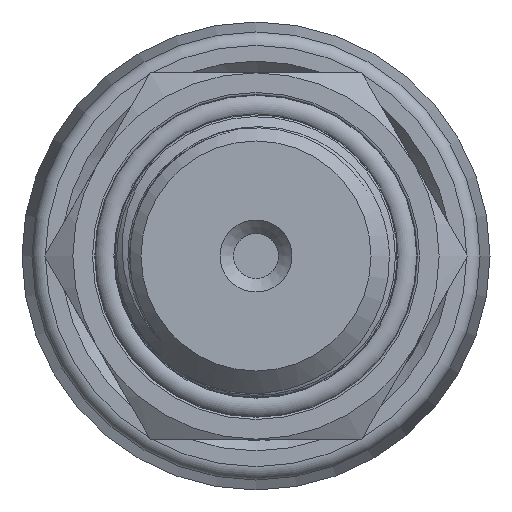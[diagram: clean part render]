
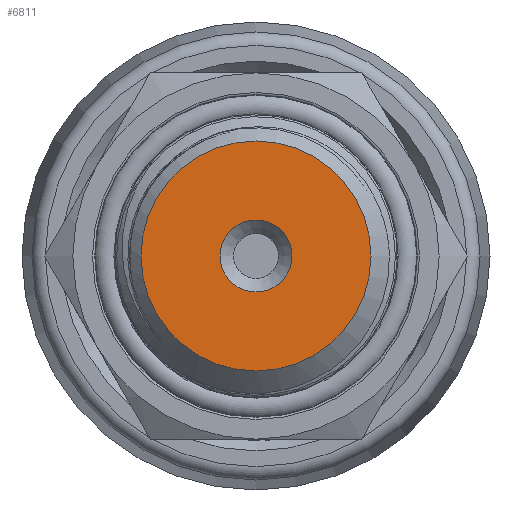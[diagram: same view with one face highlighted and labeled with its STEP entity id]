
A CAD part, left-side view. The second image highlights one B-rep face of the part: STEP entity #6811.
In plain terms, the highlighted planar face has unit normal (-1, 0, 0).
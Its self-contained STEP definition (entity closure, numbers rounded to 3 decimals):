
#102=PLANE('',#7120);
#397=FACE_BOUND('',#1195,.T.);
#789=FACE_OUTER_BOUND('',#1194,.T.);
#1194=EDGE_LOOP('',(#6351));
#1195=EDGE_LOOP('',(#6352));
#1325=CIRCLE('',#7081,8.478);
#1344=CIRCLE('',#7119,2.65);
#3241=VERTEX_POINT('',#23195);
#3261=VERTEX_POINT('',#27001);
#4253=EDGE_CURVE('',#3241,#3241,#1325,.T.);
#4293=EDGE_CURVE('',#3261,#3261,#1344,.T.);
#6351=ORIENTED_EDGE('',*,*,#4253,.T.);
#6352=ORIENTED_EDGE('',*,*,#4293,.T.);
#6811=ADVANCED_FACE('',(#789,#397),#102,.T.);
#7081=AXIS2_PLACEMENT_3D('',#23197,#7981,#7982);
#7119=AXIS2_PLACEMENT_3D('',#27003,#8065,#8066);
#7120=AXIS2_PLACEMENT_3D('',#27004,#8067,#8068);
#7981=DIRECTION('center_axis',(-1.,0.,0.));
#7982=DIRECTION('ref_axis',(0.,1.,0.));
#8065=DIRECTION('center_axis',(1.,0.,0.));
#8066=DIRECTION('ref_axis',(0.,0.,-1.));
#8067=DIRECTION('center_axis',(-1.,0.,0.));
#8068=DIRECTION('ref_axis',(0.,0.,1.));
#23195=CARTESIAN_POINT('',(-61.,-8.478,0.));
#23197=CARTESIAN_POINT('Origin',(-61.,0.,0.));
#27001=CARTESIAN_POINT('',(-61.,-2.65,0.));
#27003=CARTESIAN_POINT('Origin',(-61.,0.,0.));
#27004=CARTESIAN_POINT('Origin',(-61.,10.478,0.));
